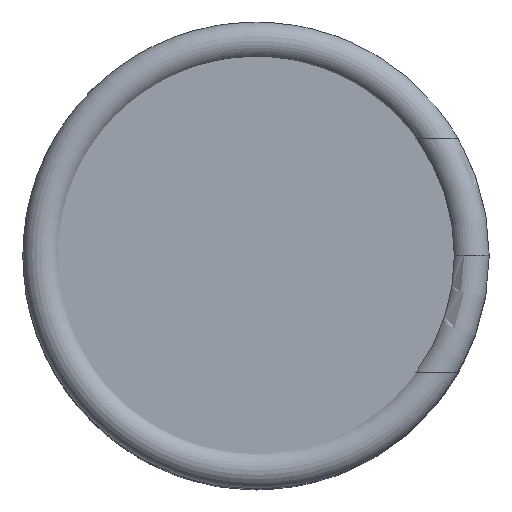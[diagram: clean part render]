
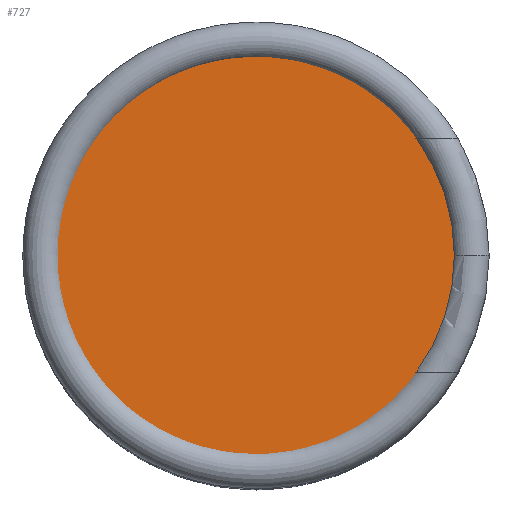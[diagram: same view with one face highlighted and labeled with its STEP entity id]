
A CAD part, top view. The second image highlights one B-rep face of the part: STEP entity #727.
In plain terms, the highlighted planar face has unit normal (0, 0, 1).
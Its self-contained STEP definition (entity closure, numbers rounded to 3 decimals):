
#698 = EDGE_CURVE('',#699,#699,#701,.T.);
#699 = VERTEX_POINT('',#700);
#700 = CARTESIAN_POINT('',(5.75,0.,19.75));
#701 = CIRCLE('',#702,5.75);
#702 = AXIS2_PLACEMENT_3D('',#703,#704,#705);
#703 = CARTESIAN_POINT('',(0.,0.,19.75));
#704 = DIRECTION('',(0.,0.,1.));
#705 = DIRECTION('',(1.,0.,0.));
#727 = ADVANCED_FACE('',(#728),#731,.T.);
#728 = FACE_BOUND('',#729,.T.);
#729 = EDGE_LOOP('',(#730));
#730 = ORIENTED_EDGE('',*,*,#698,.T.);
#731 = PLANE('',#732);
#732 = AXIS2_PLACEMENT_3D('',#733,#734,#735);
#733 = CARTESIAN_POINT('',(0.,0.,19.75));
#734 = DIRECTION('',(0.,0.,1.));
#735 = DIRECTION('',(1.,0.,0.));
